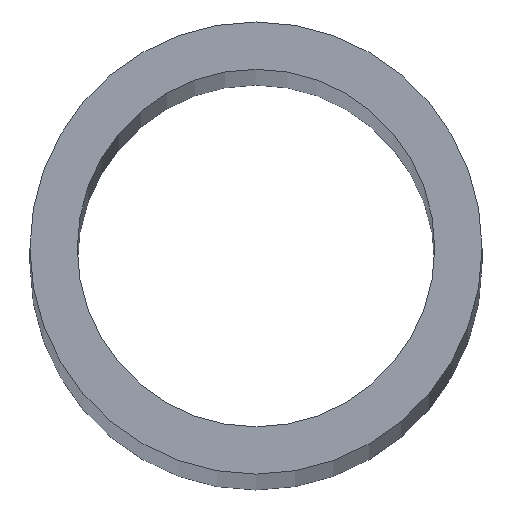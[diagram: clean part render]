
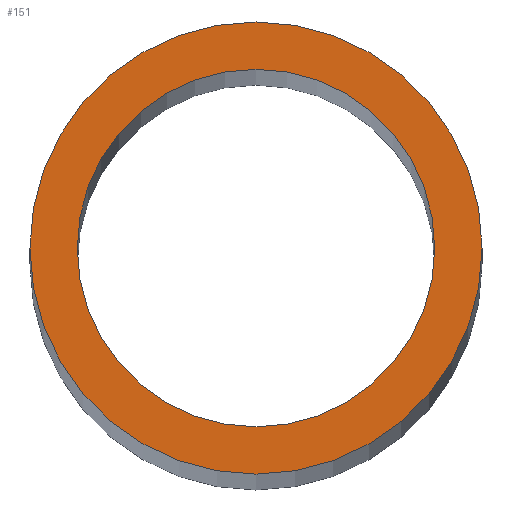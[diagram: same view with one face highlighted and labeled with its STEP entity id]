
A CAD part, top view. The second image highlights one B-rep face of the part: STEP entity #151.
In plain terms, the highlighted planar face has unit normal (0, 0, 1).
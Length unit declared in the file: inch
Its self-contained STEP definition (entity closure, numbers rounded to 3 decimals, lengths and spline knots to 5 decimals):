
#2 = DIRECTION ( 'NONE',  ( 0., 0., 1. ) ) ;
#17 = AXIS2_PLACEMENT_3D ( 'NONE', #70, #72, #221 ) ;
#20 = CARTESIAN_POINT ( 'NONE',  ( 0., 0., 216. ) ) ;
#23 = EDGE_CURVE ( 'NONE', #85, #47, #155, .T. ) ;
#41 = CIRCLE ( 'NONE', #17, 4.25 ) ;
#47 = VERTEX_POINT ( 'NONE', #215 ) ;
#52 = CARTESIAN_POINT ( 'NONE',  ( 5.375, 0., 216. ) ) ;
#54 = CARTESIAN_POINT ( 'NONE',  ( -4.25, 0., 216. ) ) ;
#68 = ORIENTED_EDGE ( 'NONE', *, *, #75, .F. ) ;
#70 = CARTESIAN_POINT ( 'NONE',  ( 0., 0., 216. ) ) ;
#71 = ORIENTED_EDGE ( 'NONE', *, *, #214, .F. ) ;
#72 = DIRECTION ( 'NONE',  ( 0., 0., 1. ) ) ;
#75 = EDGE_CURVE ( 'NONE', #108, #207, #41, .T. ) ;
#83 = DIRECTION ( 'NONE',  ( 1., 0., 0. ) ) ;
#85 = VERTEX_POINT ( 'NONE', #52 ) ;
#88 = AXIS2_PLACEMENT_3D ( 'NONE', #122, #147, #234 ) ;
#108 = VERTEX_POINT ( 'NONE', #239 ) ;
#120 = DIRECTION ( 'NONE',  ( 0., 0., 1. ) ) ;
#122 = CARTESIAN_POINT ( 'NONE',  ( 0., 0., 216. ) ) ;
#129 = FACE_OUTER_BOUND ( 'NONE', #218, .T. ) ;
#142 = DIRECTION ( 'NONE',  ( 1., 0., 0. ) ) ;
#143 = AXIS2_PLACEMENT_3D ( 'NONE', #200, #205, #142 ) ;
#147 = DIRECTION ( 'NONE',  ( 0., 0., 1. ) ) ;
#150 = ORIENTED_EDGE ( 'NONE', *, *, #23, .T. ) ;
#151 = ADVANCED_FACE ( 'NONE', ( #129, #182 ), #187, .T. ) ;
#155 = CIRCLE ( 'NONE', #143, 5.375 ) ;
#158 = AXIS2_PLACEMENT_3D ( 'NONE', #217, #2, #190 ) ;
#182 = FACE_BOUND ( 'NONE', #222, .T. ) ;
#183 = CIRCLE ( 'NONE', #208, 5.375 ) ;
#187 = PLANE ( 'NONE',  #158 ) ;
#190 = DIRECTION ( 'NONE',  ( 1., 0., 0. ) ) ;
#200 = CARTESIAN_POINT ( 'NONE',  ( 0., 0., 216. ) ) ;
#203 = CIRCLE ( 'NONE', #88, 4.25 ) ;
#205 = DIRECTION ( 'NONE',  ( 0., 0., 1. ) ) ;
#207 = VERTEX_POINT ( 'NONE', #54 ) ;
#208 = AXIS2_PLACEMENT_3D ( 'NONE', #20, #120, #83 ) ;
#214 = EDGE_CURVE ( 'NONE', #207, #108, #203, .T. ) ;
#215 = CARTESIAN_POINT ( 'NONE',  ( -5.375, 0., 216. ) ) ;
#217 = CARTESIAN_POINT ( 'NONE',  ( 0., 0., 216. ) ) ;
#218 = EDGE_LOOP ( 'NONE', ( #241, #150 ) ) ;
#221 = DIRECTION ( 'NONE',  ( 1., 0., 0. ) ) ;
#222 = EDGE_LOOP ( 'NONE', ( #71, #68 ) ) ;
#234 = DIRECTION ( 'NONE',  ( 1., 0., 0. ) ) ;
#239 = CARTESIAN_POINT ( 'NONE',  ( 4.25, 0., 216. ) ) ;
#241 = ORIENTED_EDGE ( 'NONE', *, *, #251, .T. ) ;
#251 = EDGE_CURVE ( 'NONE', #47, #85, #183, .T. ) ;
